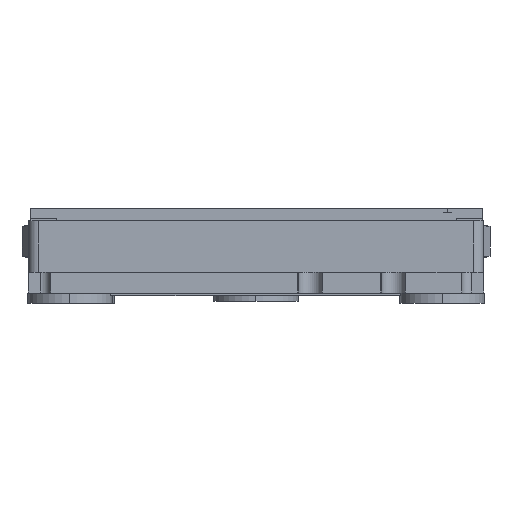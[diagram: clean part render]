
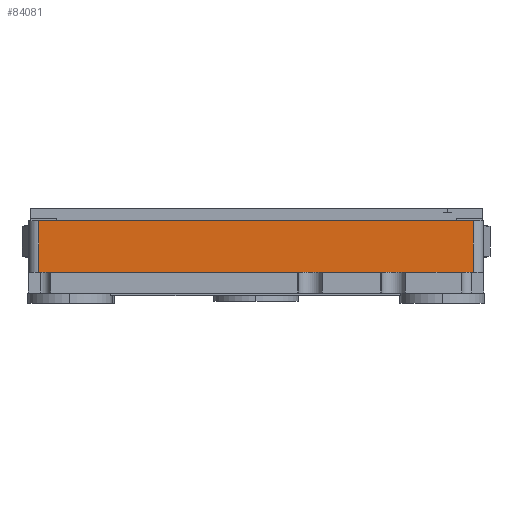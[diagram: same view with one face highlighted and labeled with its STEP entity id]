
A CAD part, front view. The second image highlights one B-rep face of the part: STEP entity #84081.
In plain terms, the highlighted face is planar.
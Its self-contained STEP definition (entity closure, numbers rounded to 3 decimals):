
#84081 = ADVANCED_FACE('',(#84082),#84116,.F.);
#84082 = FACE_BOUND('',#84083,.T.);
#84083 = EDGE_LOOP('',(#84084,#84094,#84102,#84110));
#84084 = ORIENTED_EDGE('',*,*,#84085,.T.);
#84085 = EDGE_CURVE('',#84086,#84088,#84090,.T.);
#84086 = VERTEX_POINT('',#84087);
#84087 = CARTESIAN_POINT('',(-21.5,0.,5.6));
#84088 = VERTEX_POINT('',#84089);
#84089 = CARTESIAN_POINT('',(-0.5,0.,5.6));
#84090 = LINE('',#84091,#84092);
#84091 = CARTESIAN_POINT('',(-22.,0.,5.6));
#84092 = VECTOR('',#84093,1.);
#84093 = DIRECTION('',(1.,0.,0.));
#84094 = ORIENTED_EDGE('',*,*,#84095,.T.);
#84095 = EDGE_CURVE('',#84088,#84096,#84098,.T.);
#84096 = VERTEX_POINT('',#84097);
#84097 = CARTESIAN_POINT('',(-0.5,2.5,5.6));
#84098 = LINE('',#84099,#84100);
#84099 = CARTESIAN_POINT('',(-0.5,2.5,5.6));
#84100 = VECTOR('',#84101,1.);
#84101 = DIRECTION('',(0.,1.,0.));
#84102 = ORIENTED_EDGE('',*,*,#84103,.F.);
#84103 = EDGE_CURVE('',#84104,#84096,#84106,.T.);
#84104 = VERTEX_POINT('',#84105);
#84105 = CARTESIAN_POINT('',(-21.5,2.5,5.6));
#84106 = LINE('',#84107,#84108);
#84107 = CARTESIAN_POINT('',(-22.,2.5,5.6));
#84108 = VECTOR('',#84109,1.);
#84109 = DIRECTION('',(1.,0.,0.));
#84110 = ORIENTED_EDGE('',*,*,#84111,.T.);
#84111 = EDGE_CURVE('',#84104,#84086,#84112,.T.);
#84112 = LINE('',#84113,#84114);
#84113 = CARTESIAN_POINT('',(-21.5,2.5,5.6));
#84114 = VECTOR('',#84115,1.);
#84115 = DIRECTION('',(0.,-1.,0.));
#84116 = PLANE('',#84117);
#84117 = AXIS2_PLACEMENT_3D('',#84118,#84119,#84120);
#84118 = CARTESIAN_POINT('',(-22.,2.5,5.6));
#84119 = DIRECTION('',(0.,0.,-1.));
#84120 = DIRECTION('',(-1.,0.,0.));
